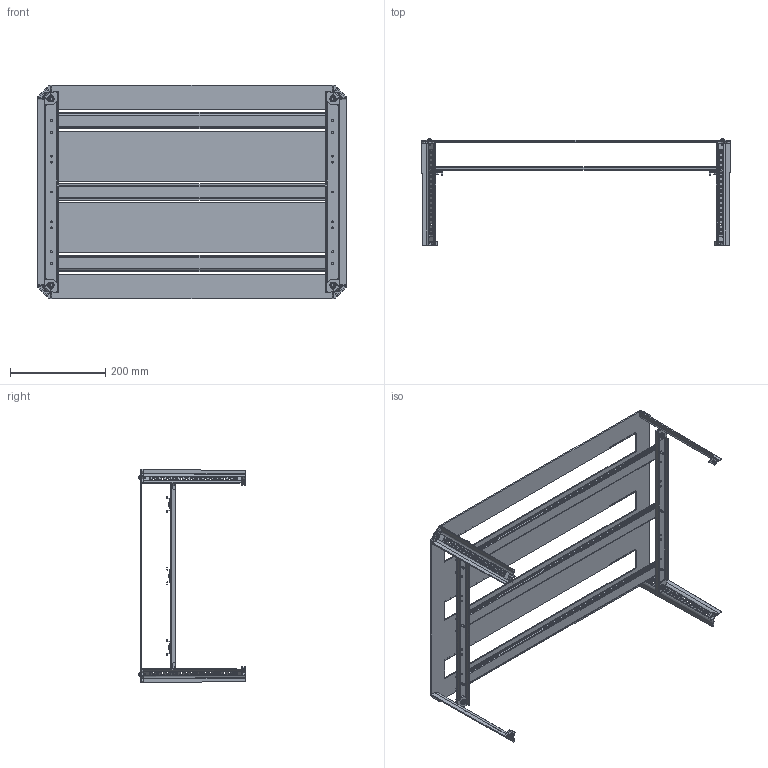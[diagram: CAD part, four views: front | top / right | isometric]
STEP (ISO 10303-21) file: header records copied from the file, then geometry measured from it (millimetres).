
FILE_DESCRIPTION (( 'STEP AP214' ), '1' );
FILE_NAME ('DRS ARCA 507030.STEP', '2015-03-25T13:43:58', ( '' ), ( '' ), 'SwSTEP 2.0', 'SolidWorks 2014', '' );
FILE_SCHEMA (( 'AUTOMOTIVE_DESIGN' ));
Length unit declared in the file: millimetre
Products named in the file (10): 5070 frame rail 0610108A; 300 corner bracket; DRS ARCA 507030; PT5x10; 5070 front plate; M4x10 Thread forming PZ; Mounting plate corner support 2; Mounting plate corner support 21; KVT_S_M6_1; 5070 DIN rail 0610098
Assembly tree (26 placements, depth 3):
  DRS ARCA 507030
    300 corner bracket  x4
    5070 frame rail 0610108A  x2
    5070 DIN rail 0610098  x3
    Mounting plate corner support 2  x4
      KVT_S_M6_1
      Mounting plate corner support 21
    M4x10 Thread forming PZ  x6
    5070 front plate
    PT5x10  x4
Bounding box: 648.01 x 223.62 x 448.01 mm (x, y, z)
Volume: 897771.4 mm3; surface area: 781311.7 mm2
Topology: 28 solids, 28 shells, 5914 faces, 15428 edges, 9734 vertices
Faces by surface type: plane 2874, cylinder 1476, bspline 1196, cone 368
Entity records: 61266 total; most frequent: CARTESIAN_POINT 23320, ORIENTED_EDGE 8172, DIRECTION 6840, EDGE_CURVE 4086, VERTEX_POINT 2587, VECTOR 2338, LINE 2338, AXIS2_PLACEMENT_3D 2251
